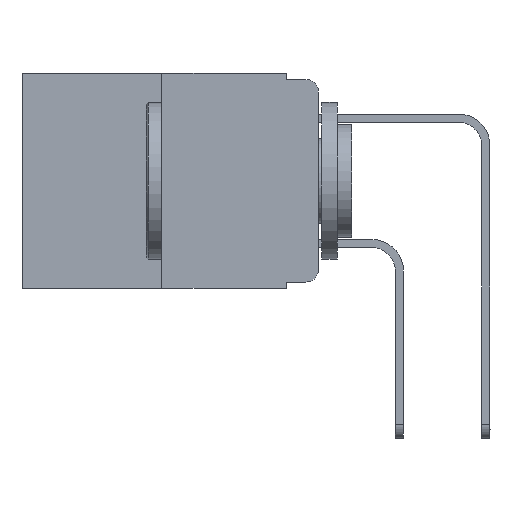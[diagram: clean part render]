
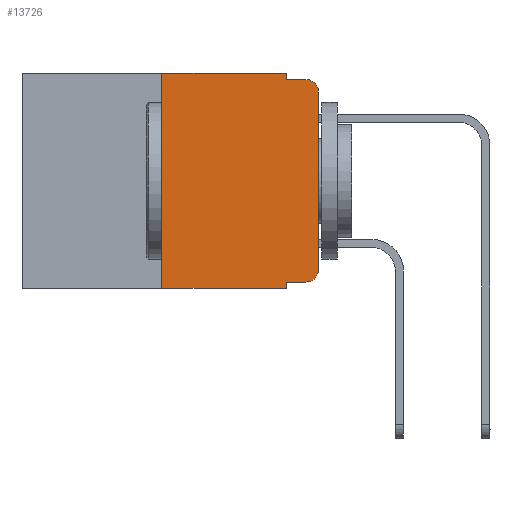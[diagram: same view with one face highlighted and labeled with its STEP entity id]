
A CAD part, left-side view. The second image highlights one B-rep face of the part: STEP entity #13726.
In plain terms, the highlighted planar face has unit normal (-1, 0, 0).
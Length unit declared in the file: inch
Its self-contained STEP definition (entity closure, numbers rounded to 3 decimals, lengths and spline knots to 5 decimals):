
#262 = CARTESIAN_POINT ( 'NONE',  ( 0., 0.051, 0. ) ) ;
#296 = CARTESIAN_POINT ( 'NONE',  ( 0., 0.02, -0.03 ) ) ;
#366 = CARTESIAN_POINT ( 'NONE',  ( 0., 0.051, -0.01 ) ) ;
#995 = CARTESIAN_POINT ( 'NONE',  ( 0., 0., 0. ) ) ;
#1039 = LINE ( 'NONE', #10807, #11247 ) ;
#1051 = CARTESIAN_POINT ( 'NONE',  ( 0., 0.473, -0.343 ) ) ;
#1107 = CARTESIAN_POINT ( 'NONE',  ( 0., 0.051, 0. ) ) ;
#1129 = EDGE_CURVE ( 'NONE', #8894, #10186, #1522, .T. ) ;
#1173 = ORIENTED_EDGE ( 'NONE', *, *, #1728, .F. ) ;
#1368 = VECTOR ( 'NONE', #4659, 39.37008 ) ;
#1522 = LINE ( 'NONE', #1051, #1368 ) ;
#1728 = EDGE_CURVE ( 'NONE', #12206, #2444, #7317, .T. ) ;
#1854 = CARTESIAN_POINT ( 'NONE',  ( 0., 0.02, -0.01 ) ) ;
#1929 = CARTESIAN_POINT ( 'NONE',  ( 0., 0.25, 0. ) ) ;
#2027 = VECTOR ( 'NONE', #9920, 39.37008 ) ;
#2133 = DIRECTION ( 'NONE',  ( 0., 0., -1. ) ) ;
#2444 = VERTEX_POINT ( 'NONE', #14280 ) ;
#2568 = CARTESIAN_POINT ( 'NONE',  ( 0., 0.051, -0.333 ) ) ;
#2679 = AXIS2_PLACEMENT_3D ( 'NONE', #12545, #12684, #5824 ) ;
#2681 = CARTESIAN_POINT ( 'NONE',  ( 0., 0.25, -0.343 ) ) ;
#3435 = EDGE_CURVE ( 'NONE', #8894, #12206, #4431, .T. ) ;
#3485 = ORIENTED_EDGE ( 'NONE', *, *, #5599, .T. ) ;
#3898 = FACE_OUTER_BOUND ( 'NONE', #5400, .T. ) ;
#3987 = VECTOR ( 'NONE', #9688, 39.37008 ) ;
#4063 = EDGE_CURVE ( 'NONE', #14018, #7294, #10958, .T. ) ;
#4431 = LINE ( 'NONE', #1929, #4805 ) ;
#4438 = ORIENTED_EDGE ( 'NONE', *, *, #6370, .T. ) ;
#4659 = DIRECTION ( 'NONE',  ( 0., -1., 0. ) ) ;
#4762 = CARTESIAN_POINT ( 'NONE',  ( 0., 0.051, -0.343 ) ) ;
#4805 = VECTOR ( 'NONE', #5408, 39.37008 ) ;
#5400 = EDGE_LOOP ( 'NONE', ( #5736, #3485, #11647, #11131, #1173, #5806, #8359, #14369, #4438, #13009 ) ) ;
#5408 = DIRECTION ( 'NONE',  ( 0., 0., 1. ) ) ;
#5534 = EDGE_CURVE ( 'NONE', #8596, #10186, #9660, .T. ) ;
#5580 = DIRECTION ( 'NONE',  ( 0., 0., 1. ) ) ;
#5599 = EDGE_CURVE ( 'NONE', #7294, #8816, #13560, .T. ) ;
#5717 = AXIS2_PLACEMENT_3D ( 'NONE', #11199, #11296, #9161 ) ;
#5736 = ORIENTED_EDGE ( 'NONE', *, *, #4063, .T. ) ;
#5806 = ORIENTED_EDGE ( 'NONE', *, *, #3435, .F. ) ;
#5824 = DIRECTION ( 'NONE',  ( 0., 0., -1. ) ) ;
#6042 = VERTEX_POINT ( 'NONE', #12549 ) ;
#6370 = EDGE_CURVE ( 'NONE', #8596, #6042, #1039, .T. ) ;
#7071 = VECTOR ( 'NONE', #5580, 39.37008 ) ;
#7219 = DIRECTION ( 'NONE',  ( 0., -1., 0. ) ) ;
#7294 = VERTEX_POINT ( 'NONE', #9302 ) ;
#7317 = LINE ( 'NONE', #12383, #2027 ) ;
#8175 = DIRECTION ( 'NONE',  ( -1., 0., 0. ) ) ;
#8359 = ORIENTED_EDGE ( 'NONE', *, *, #1129, .T. ) ;
#8433 = VECTOR ( 'NONE', #9267, 39.37008 ) ;
#8506 = EDGE_CURVE ( 'NONE', #6042, #14018, #11406, .T. ) ;
#8596 = VERTEX_POINT ( 'NONE', #2568 ) ;
#8700 = EDGE_CURVE ( 'NONE', #11893, #8816, #9993, .T. ) ;
#8816 = VERTEX_POINT ( 'NONE', #1854 ) ;
#8826 = AXIS2_PLACEMENT_3D ( 'NONE', #296, #8175, #10561 ) ;
#8894 = VERTEX_POINT ( 'NONE', #2681 ) ;
#9161 = DIRECTION ( 'NONE',  ( 0., 0., -1. ) ) ;
#9267 = DIRECTION ( 'NONE',  ( 0., 0., -1. ) ) ;
#9302 = CARTESIAN_POINT ( 'NONE',  ( 0., 0., -0.03 ) ) ;
#9660 = LINE ( 'NONE', #262, #8433 ) ;
#9688 = DIRECTION ( 'NONE',  ( 0., -1., 0. ) ) ;
#9920 = DIRECTION ( 'NONE',  ( 0., -1., 0. ) ) ;
#9993 = LINE ( 'NONE', #11951, #3987 ) ;
#10186 = VERTEX_POINT ( 'NONE', #4762 ) ;
#10561 = DIRECTION ( 'NONE',  ( 0., 0., -1. ) ) ;
#10807 = CARTESIAN_POINT ( 'NONE',  ( 0., 0.051, -0.333 ) ) ;
#10958 = LINE ( 'NONE', #995, #7071 ) ;
#11131 = ORIENTED_EDGE ( 'NONE', *, *, #13331, .F. ) ;
#11199 = CARTESIAN_POINT ( 'NONE',  ( 0., 0.02, -0.313 ) ) ;
#11247 = VECTOR ( 'NONE', #7219, 39.37008 ) ;
#11296 = DIRECTION ( 'NONE',  ( -1., 0., 0. ) ) ;
#11406 = CIRCLE ( 'NONE', #5717, 0.02 ) ;
#11513 = LINE ( 'NONE', #1107, #14154 ) ;
#11647 = ORIENTED_EDGE ( 'NONE', *, *, #8700, .F. ) ;
#11893 = VERTEX_POINT ( 'NONE', #366 ) ;
#11951 = CARTESIAN_POINT ( 'NONE',  ( 0., 0.051, -0.01 ) ) ;
#12206 = VERTEX_POINT ( 'NONE', #13313 ) ;
#12383 = CARTESIAN_POINT ( 'NONE',  ( 0., 0.473, 0. ) ) ;
#12545 = CARTESIAN_POINT ( 'NONE',  ( 0., 0.473, 0. ) ) ;
#12549 = CARTESIAN_POINT ( 'NONE',  ( 0., 0.02, -0.333 ) ) ;
#12684 = DIRECTION ( 'NONE',  ( 1., 0., 0. ) ) ;
#13009 = ORIENTED_EDGE ( 'NONE', *, *, #8506, .T. ) ;
#13313 = CARTESIAN_POINT ( 'NONE',  ( 0., 0.25, 0. ) ) ;
#13331 = EDGE_CURVE ( 'NONE', #2444, #11893, #11513, .T. ) ;
#13560 = CIRCLE ( 'NONE', #8826, 0.02 ) ;
#13726 = ADVANCED_FACE ( 'NONE', ( #3898 ), #14336, .F. ) ;
#14018 = VERTEX_POINT ( 'NONE', #14113 ) ;
#14113 = CARTESIAN_POINT ( 'NONE',  ( 0., 0., -0.313 ) ) ;
#14154 = VECTOR ( 'NONE', #2133, 39.37008 ) ;
#14280 = CARTESIAN_POINT ( 'NONE',  ( 0., 0.051, 0. ) ) ;
#14336 = PLANE ( 'NONE',  #2679 ) ;
#14369 = ORIENTED_EDGE ( 'NONE', *, *, #5534, .F. ) ;
